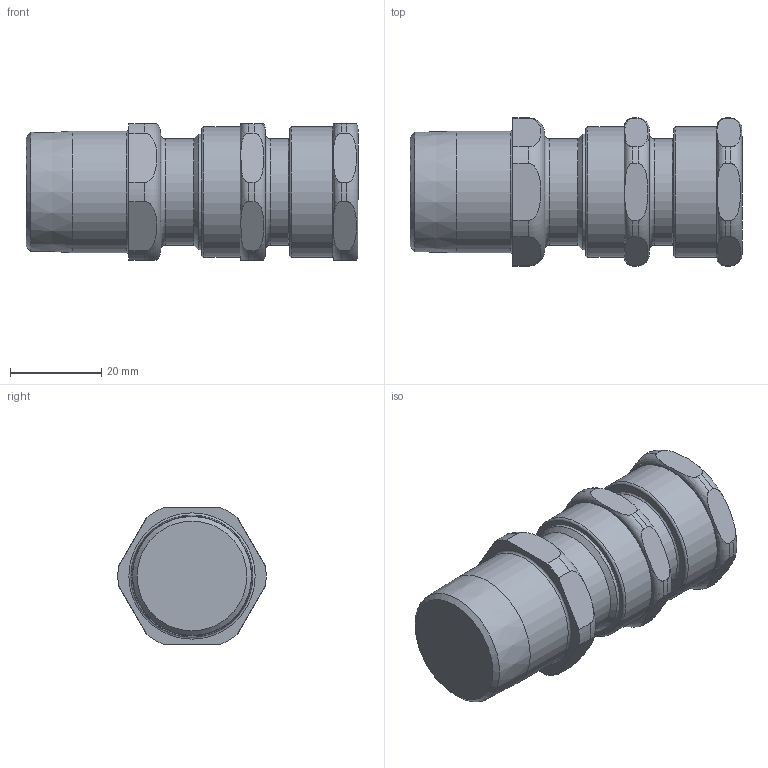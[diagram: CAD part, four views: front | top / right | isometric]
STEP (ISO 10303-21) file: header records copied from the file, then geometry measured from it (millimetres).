
FILE_DESCRIPTION(/* description */ (''),/* implementation_level */ '2;1');
FILE_NAME(/* name */ '501 423 A_3_4 NPT.stp',/* time_stamp */ '2021-04-02T15:20:23+06:00',/* author */ ('vinaykumark'),/* organization */ (''),/* preprocessor_version */ 'ST-DEVELOPER v18',/* originating_system */ 'Autodesk Inventor 2020',/* authorisation */ '');
FILE_SCHEMA (('AUTOMOTIVE_DESIGN { 1 0 10303 214 3 1 1 }'));
Length unit declared in the file: inch
Products named in the file (1): 501 423 A_3_4 NPT
Bounding box: 72.76 x 32.47 x 30 mm (x, y, z)
Volume: 57711 mm3; surface area: 16940.8 mm2
Topology: 8 solids, 8 shells, 180 faces, 492 edges, 333 vertices
Faces by surface type: plane 73, torus 42, cylinder 41, cone 24
Full cylindrical faces by diameter (mm): 14.3 x2, 20.75 x2, 20.9 x4, 23 x2, 23.3 x2, 25.4 x2, 26.67 x1, 28.55 x2
Entity records: 6935 total; most frequent: CARTESIAN_POINT 2051, DIRECTION 1029, ORIENTED_EDGE 984, EDGE_CURVE 492, AXIS2_PLACEMENT_3D 455, VERTEX_POINT 333, CIRCLE 274, EDGE_LOOP 189
